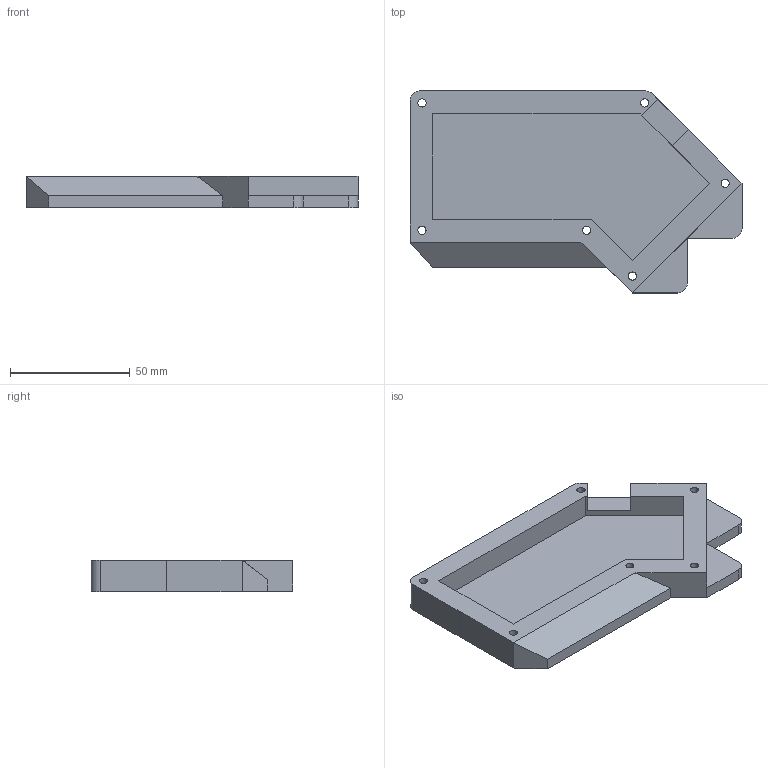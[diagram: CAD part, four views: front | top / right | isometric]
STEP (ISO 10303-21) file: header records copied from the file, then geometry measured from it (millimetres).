
FILE_DESCRIPTION(/* description */ (''),/* implementation_level */ '2;1');
FILE_NAME(/* name */ 'Meowpad.step',/* time_stamp */ '2025-06-05T09:12:39+08:00',/* author */ (''),/* organization */ (''),/* preprocessor_version */ 'ST-DEVELOPER v20.1',/* originating_system */ 'Autodesk Translation Framework v14.10.0.0',/* authorisation */ '');
FILE_SCHEMA (('AUTOMOTIVE_DESIGN { 1 0 10303 214 3 1 1 }'));
Length unit declared in the file: millimetre
Products named in the file (2): 2025-06-02-16-08-20-576; 2025-06-02-16-09-11-087
Assembly tree (1 placements, depth 2):
  2025-06-02-16-08-20-576
    2025-06-02-16-09-11-087
Bounding box: 138.78 x 84.42 x 13 mm (x, y, z)
Volume: 64444.4 mm3; surface area: 27433.2 mm2
Topology: 1 solids, 1 shells, 50 faces, 121 edges, 79 vertices
Faces by surface type: plane 33, cylinder 17
Full cylindrical faces by diameter (mm): 3.4 x6, 6 x6
Entity records: 1570 total; most frequent: DIRECTION 263, CARTESIAN_POINT 254, ORIENTED_EDGE 242, EDGE_CURVE 121, AXIS2_PLACEMENT_3D 88, LINE 87, VECTOR 87, VERTEX_POINT 79
